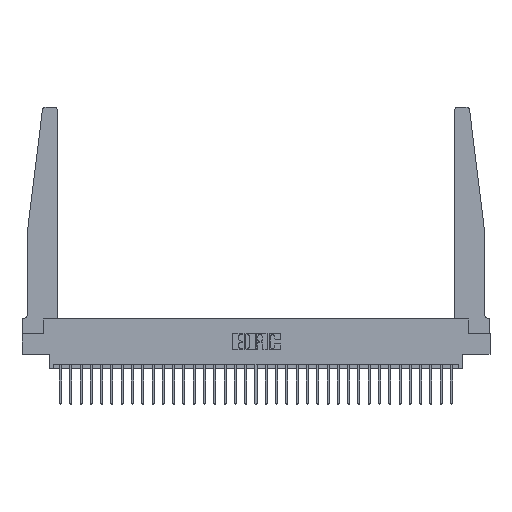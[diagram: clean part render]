
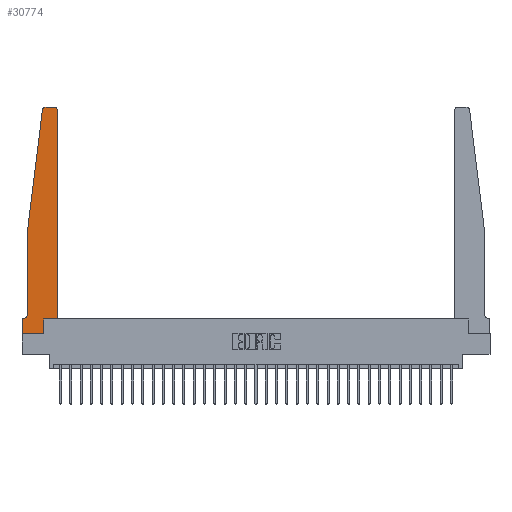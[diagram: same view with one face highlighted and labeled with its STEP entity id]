
A CAD part, top view. The second image highlights one B-rep face of the part: STEP entity #30774.
In plain terms, the highlighted planar face has unit normal (0, 0, 1).
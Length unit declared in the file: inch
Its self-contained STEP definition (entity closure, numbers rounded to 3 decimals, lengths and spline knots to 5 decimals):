
#365 = LINE ( 'NONE', #23788, #2453 ) ;
#439 = CARTESIAN_POINT ( 'NONE',  ( 0.27653, 2.75, 0.37 ) ) ;
#882 = ORIENTED_EDGE ( 'NONE', *, *, #23206, .T. ) ;
#942 = CIRCLE ( 'NONE', #8527, 0.03 ) ;
#948 = CARTESIAN_POINT ( 'NONE',  ( 0., 0.1875, 0.37 ) ) ;
#1608 = AXIS2_PLACEMENT_3D ( 'NONE', #2548, #19337, #9385 ) ;
#2453 = VECTOR ( 'NONE', #28992, 39.37008 ) ;
#2548 = CARTESIAN_POINT ( 'NONE',  ( 0.27653, 2.72, 0.37 ) ) ;
#2591 = VECTOR ( 'NONE', #7891, 39.37008 ) ;
#2658 = DIRECTION ( 'NONE',  ( -1., 0., 0. ) ) ;
#2764 = AXIS2_PLACEMENT_3D ( 'NONE', #9789, #17514, #19426 ) ;
#2897 = EDGE_CURVE ( 'NONE', #21611, #26363, #11712, .T. ) ;
#3176 = VERTEX_POINT ( 'NONE', #6137 ) ;
#3750 = LINE ( 'NONE', #13396, #23049 ) ;
#3946 = EDGE_CURVE ( 'NONE', #6653, #29512, #25950, .T. ) ;
#4196 = CARTESIAN_POINT ( 'NONE',  ( 0., 0.1875, 0.37 ) ) ;
#4383 = CARTESIAN_POINT ( 'NONE',  ( 0.065, 0.2375, 0.37 ) ) ;
#4467 = DIRECTION ( 'NONE',  ( 0., -1., 0. ) ) ;
#4793 = VECTOR ( 'NONE', #18152, 39.37008 ) ;
#5045 = CARTESIAN_POINT ( 'NONE',  ( 0.065, 0.1875, 0.37 ) ) ;
#6060 = LINE ( 'NONE', #25187, #25536 ) ;
#6137 = CARTESIAN_POINT ( 'NONE',  ( 0.395, 2.75, 0.37 ) ) ;
#6204 = ORIENTED_EDGE ( 'NONE', *, *, #14741, .T. ) ;
#6653 = VERTEX_POINT ( 'NONE', #20795 ) ;
#6736 = EDGE_CURVE ( 'NONE', #10098, #29202, #7191, .T. ) ;
#6833 = LINE ( 'NONE', #16480, #15836 ) ;
#7191 = LINE ( 'NONE', #7350, #25909 ) ;
#7350 = CARTESIAN_POINT ( 'NONE',  ( 0.065, 1.25, 0.37 ) ) ;
#7461 = EDGE_LOOP ( 'NONE', ( #6204, #19094, #19612, #24648, #9173, #14409, #14746, #11727, #9200, #882, #23701, #15087 ) ) ;
#7530 = VERTEX_POINT ( 'NONE', #22093 ) ;
#7891 = DIRECTION ( 'NONE',  ( 0., 1., 0. ) ) ;
#8527 = AXIS2_PLACEMENT_3D ( 'NONE', #23380, #8853, #9320 ) ;
#8766 = EDGE_CURVE ( 'NONE', #29202, #23749, #23992, .T. ) ;
#8853 = DIRECTION ( 'NONE',  ( 0., 0., 1. ) ) ;
#9173 = ORIENTED_EDGE ( 'NONE', *, *, #8766, .T. ) ;
#9200 = ORIENTED_EDGE ( 'NONE', *, *, #3946, .T. ) ;
#9320 = DIRECTION ( 'NONE',  ( 1., 0., 0. ) ) ;
#9385 = DIRECTION ( 'NONE',  ( 1., 0., 0. ) ) ;
#9789 = CARTESIAN_POINT ( 'NONE',  ( 0.015, 0.2375, 0.37 ) ) ;
#10098 = VERTEX_POINT ( 'NONE', #10569 ) ;
#10287 = EDGE_CURVE ( 'NONE', #12178, #6653, #3750, .T. ) ;
#10529 = CARTESIAN_POINT ( 'NONE',  ( 0.2605, 0.18, 0.37 ) ) ;
#10569 = CARTESIAN_POINT ( 'NONE',  ( 0.065, 1.25, 0.37 ) ) ;
#10694 = CARTESIAN_POINT ( 'NONE',  ( 0.425, 0.18, 0.37 ) ) ;
#11376 = EDGE_CURVE ( 'NONE', #23749, #21820, #31119, .T. ) ;
#11712 = LINE ( 'NONE', #24178, #2591 ) ;
#11727 = ORIENTED_EDGE ( 'NONE', *, *, #10287, .T. ) ;
#12178 = VERTEX_POINT ( 'NONE', #30721 ) ;
#13396 = CARTESIAN_POINT ( 'NONE',  ( 0., 0., 0.37 ) ) ;
#13562 = LINE ( 'NONE', #23199, #4793 ) ;
#13835 = DIRECTION ( 'NONE',  ( 0., 0., 1. ) ) ;
#14253 = CARTESIAN_POINT ( 'NONE',  ( 0.2605, 0.18, 0.37 ) ) ;
#14409 = ORIENTED_EDGE ( 'NONE', *, *, #11376, .T. ) ;
#14741 = EDGE_CURVE ( 'NONE', #3176, #20889, #365, .T. ) ;
#14746 = ORIENTED_EDGE ( 'NONE', *, *, #20471, .T. ) ;
#15087 = ORIENTED_EDGE ( 'NONE', *, *, #28605, .T. ) ;
#15836 = VECTOR ( 'NONE', #4467, 39.37008 ) ;
#16329 = EDGE_CURVE ( 'NONE', #20889, #7530, #22311, .T. ) ;
#16480 = CARTESIAN_POINT ( 'NONE',  ( 0., 0., 0.37 ) ) ;
#17514 = DIRECTION ( 'NONE',  ( 0., 0., -1. ) ) ;
#18152 = DIRECTION ( 'NONE',  ( -0.122, -0.992, 0. ) ) ;
#18241 = DIRECTION ( 'NONE',  ( 1., 0., 0. ) ) ;
#19094 = ORIENTED_EDGE ( 'NONE', *, *, #16329, .T. ) ;
#19337 = DIRECTION ( 'NONE',  ( 0., 0., 1. ) ) ;
#19426 = DIRECTION ( 'NONE',  ( -1., 0., 0. ) ) ;
#19612 = ORIENTED_EDGE ( 'NONE', *, *, #21160, .T. ) ;
#20195 = AXIS2_PLACEMENT_3D ( 'NONE', #4196, #13835, #23475 ) ;
#20471 = EDGE_CURVE ( 'NONE', #21820, #12178, #6833, .T. ) ;
#20498 = VECTOR ( 'NONE', #2658, 39.37008 ) ;
#20795 = CARTESIAN_POINT ( 'NONE',  ( 0.2605, 0., 0.37 ) ) ;
#20889 = VERTEX_POINT ( 'NONE', #439 ) ;
#21160 = EDGE_CURVE ( 'NONE', #7530, #10098, #13562, .T. ) ;
#21611 = VERTEX_POINT ( 'NONE', #10694 ) ;
#21820 = VERTEX_POINT ( 'NONE', #948 ) ;
#21887 = DIRECTION ( 'NONE',  ( 0., -1., 0. ) ) ;
#22093 = CARTESIAN_POINT ( 'NONE',  ( 0.24675, 2.72367, 0.37 ) ) ;
#22311 = CIRCLE ( 'NONE', #1608, 0.03 ) ;
#23037 = DIRECTION ( 'NONE',  ( 1., 0., 0. ) ) ;
#23049 = VECTOR ( 'NONE', #23037, 39.37008 ) ;
#23199 = CARTESIAN_POINT ( 'NONE',  ( 0.065, 1.25, 0.37 ) ) ;
#23206 = EDGE_CURVE ( 'NONE', #29512, #21611, #6060, .T. ) ;
#23380 = CARTESIAN_POINT ( 'NONE',  ( 0.395, 2.72, 0.37 ) ) ;
#23475 = DIRECTION ( 'NONE',  ( 1., 0., 0. ) ) ;
#23701 = ORIENTED_EDGE ( 'NONE', *, *, #2897, .T. ) ;
#23749 = VERTEX_POINT ( 'NONE', #26694 ) ;
#23788 = CARTESIAN_POINT ( 'NONE',  ( 0.25, 2.75, 0.37 ) ) ;
#23992 = CIRCLE ( 'NONE', #2764, 0.05 ) ;
#24178 = CARTESIAN_POINT ( 'NONE',  ( 0.425, 0.18, 0.37 ) ) ;
#24648 = ORIENTED_EDGE ( 'NONE', *, *, #6736, .T. ) ;
#25187 = CARTESIAN_POINT ( 'NONE',  ( 0.425, 0.18, 0.37 ) ) ;
#25536 = VECTOR ( 'NONE', #18241, 39.37008 ) ;
#25834 = PLANE ( 'NONE',  #20195 ) ;
#25909 = VECTOR ( 'NONE', #21887, 39.37008 ) ;
#25950 = LINE ( 'NONE', #14253, #27374 ) ;
#26363 = VERTEX_POINT ( 'NONE', #29164 ) ;
#26694 = CARTESIAN_POINT ( 'NONE',  ( 0.015, 0.1875, 0.37 ) ) ;
#27374 = VECTOR ( 'NONE', #28164, 39.37008 ) ;
#28164 = DIRECTION ( 'NONE',  ( 0., 1., 0. ) ) ;
#28526 = FACE_OUTER_BOUND ( 'NONE', #7461, .T. ) ;
#28605 = EDGE_CURVE ( 'NONE', #26363, #3176, #942, .T. ) ;
#28992 = DIRECTION ( 'NONE',  ( -1., 0., 0. ) ) ;
#29164 = CARTESIAN_POINT ( 'NONE',  ( 0.425, 2.72, 0.37 ) ) ;
#29202 = VERTEX_POINT ( 'NONE', #4383 ) ;
#29512 = VERTEX_POINT ( 'NONE', #10529 ) ;
#30721 = CARTESIAN_POINT ( 'NONE',  ( 0., 0., 0.37 ) ) ;
#30774 = ADVANCED_FACE ( 'NONE', ( #28526 ), #25834, .T. ) ;
#31119 = LINE ( 'NONE', #5045, #20498 ) ;
